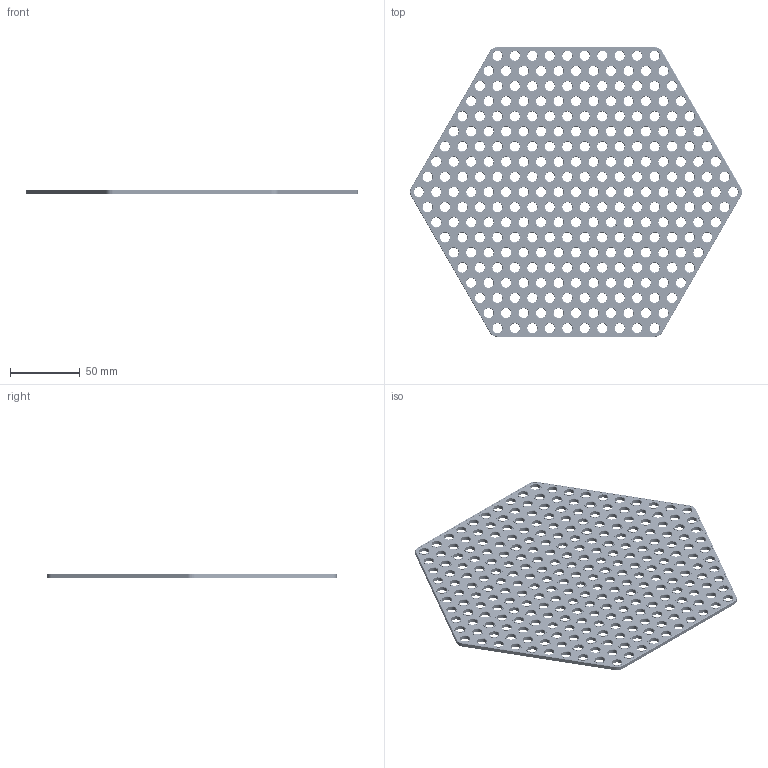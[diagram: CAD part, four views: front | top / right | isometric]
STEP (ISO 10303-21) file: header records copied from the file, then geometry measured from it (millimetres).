
FILE_DESCRIPTION(('FreeCAD Model'),'2;1');
FILE_NAME('Open CASCADE Shape Model','2024-01-31T19:19:09',(''),(''), 'Open CASCADE STEP processor 7.6','FreeCAD','Unknown');
FILE_SCHEMA(('AUTOMOTIVE_DESIGN { 1 0 10303 214 1 1 1 1 }'));
Products named in the file (1): Plate HEX CRNR BU19x00.25 - SPN-PLT-0009 (stemfie.org)
Bounding box: 237.5 x 207.36 x 3.12 mm (x, y, z)
Volume: 79430.2 mm3; surface area: 73870.5 mm2
Topology: 1 solids, 1 shells, 2107 faces, 5072 edges, 3272 vertices
Faces by surface type: cone 792, plane 591, cylinder 554, extrusion 170
Full cylindrical faces by diameter (mm): 7 x271, 9.2 x271
Entity records: 131490 total; most frequent: CARTESIAN_POINT 29270, DIRECTION 18942, ORIENTED_EDGE 10144, PCURVE 10144, DEFINITIONAL_REPRESENTATION 10144, VECTOR 9462, LINE 9292, EDGE_CURVE 5072
